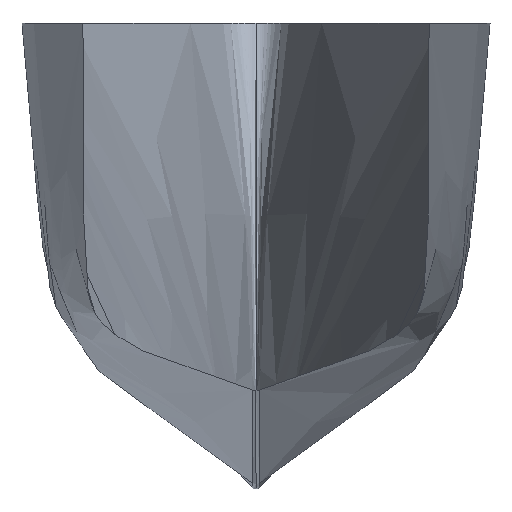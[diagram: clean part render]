
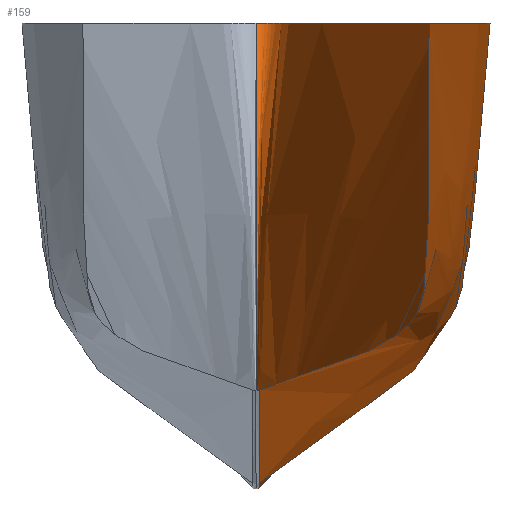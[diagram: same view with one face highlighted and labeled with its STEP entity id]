
A CAD part, left-side view. The second image highlights one B-rep face of the part: STEP entity #159.
In plain terms, the highlighted free-form (B-spline) face has degree [5, 4] with [12, 6] control points.
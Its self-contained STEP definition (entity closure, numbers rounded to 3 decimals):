
#159 = ADVANCED_FACE('',(#160),#218,.T.);
#160 = FACE_BOUND('',#161,.T.);
#161 = EDGE_LOOP('',(#162,#181,#192,#209));
#162 = ORIENTED_EDGE('',*,*,#163,.T.);
#163 = EDGE_CURVE('',#164,#166,#168,.T.);
#164 = VERTEX_POINT('',#165);
#165 = CARTESIAN_POINT('',(0.,-1917.229,5163.18));
#166 = VERTEX_POINT('',#167);
#167 = CARTESIAN_POINT('',(43286.443,0.,5163.18));
#168 = B_SPLINE_CURVE_WITH_KNOTS('',5,(#169,#170,#171,#172,#173,#174,
    #175,#176,#177,#178,#179,#180),.UNSPECIFIED.,.F.,.F.,(6,1,1,1,1,1,1,
    6),(0.,6.085,12.17,18.256,
    24.341,30.426,36.511,42.596),
  .UNSPECIFIED.);
#169 = CARTESIAN_POINT('',(0.,-1917.229,5163.18));
#170 = CARTESIAN_POINT('',(5163.18,-2183.705,
    5163.18));
#171 = CARTESIAN_POINT('',(10326.36,-2389.775,
    5163.18));
#172 = CARTESIAN_POINT('',(16522.175,-2503.854,
    5163.18));
#173 = CARTESIAN_POINT('',(20652.719,-2573.467,
    5163.18));
#174 = CARTESIAN_POINT('',(24783.264,-2613.465,
    5163.18));
#175 = CARTESIAN_POINT('',(28913.807,-2668.146,
    5163.18));
#176 = CARTESIAN_POINT('',(35073.482,-2741.649,
    5163.18));
#177 = CARTESIAN_POINT('',(37593.113,-1905.213,
    5163.18));
#178 = CARTESIAN_POINT('',(42709.824,-536.971,
    5163.18));
#179 = CARTESIAN_POINT('',(43286.443,-304.628,
    5163.18));
#180 = CARTESIAN_POINT('',(43286.443,0.,5163.18));
#181 = ORIENTED_EDGE('',*,*,#182,.T.);
#182 = EDGE_CURVE('',#166,#183,#185,.T.);
#183 = VERTEX_POINT('',#184);
#184 = CARTESIAN_POINT('',(40091.774,0.,1002.229));
#185 = B_SPLINE_CURVE_WITH_KNOTS('',4,(#186,#187,#188,#189,#190,#191),
  .UNSPECIFIED.,.F.,.F.,(5,1,5),(0.,3.281,6.563),
  .UNSPECIFIED.);
#186 = CARTESIAN_POINT('',(43286.443,0.,5163.18));
#187 = CARTESIAN_POINT('',(42257.09,0.,3716.126));
#188 = CARTESIAN_POINT('',(41047.277,0.,2014.443));
#189 = CARTESIAN_POINT('',(40505.144,0.,1425.84));
#190 = CARTESIAN_POINT('',(40272.804,0.,1187.741));
#191 = CARTESIAN_POINT('',(40091.774,0.,1002.229));
#192 = ORIENTED_EDGE('',*,*,#193,.T.);
#193 = EDGE_CURVE('',#183,#194,#196,.T.);
#194 = VERTEX_POINT('',#195);
#195 = CARTESIAN_POINT('',(0.,-38.492,1099.224));
#196 = B_SPLINE_CURVE_WITH_KNOTS('',5,(#197,#198,#199,#200,#201,#202,
    #203,#204,#205,#206,#207,#208),.UNSPECIFIED.,.F.,.F.,(6,1,1,1,1,1,1,
    6),(-42.596,-36.511,-30.426,-24.341,
    -18.256,-12.17,-6.085,0.),.UNSPECIFIED.);
#197 = CARTESIAN_POINT('',(40091.774,0.,1002.229));
#198 = CARTESIAN_POINT('',(40092.089,0.,1002.459));
#199 = CARTESIAN_POINT('',(38346.935,0.,186.676));
#200 = CARTESIAN_POINT('',(36710.209,0.,0.802));
#201 = CARTESIAN_POINT('',(34175.089,-38.492,
    0.802));
#202 = CARTESIAN_POINT('',(28913.807,-38.492,
    0.802));
#203 = CARTESIAN_POINT('',(24783.264,-38.492,
    39.694));
#204 = CARTESIAN_POINT('',(20652.719,-38.492,
    191.114));
#205 = CARTESIAN_POINT('',(16521.734,-38.492,
    372.755));
#206 = CARTESIAN_POINT('',(10325.804,-38.492,
    645.193));
#207 = CARTESIAN_POINT('',(5162.269,-38.492,
    872.236));
#208 = CARTESIAN_POINT('',(0.,-38.492,1099.224));
#209 = ORIENTED_EDGE('',*,*,#210,.T.);
#210 = EDGE_CURVE('',#194,#164,#211,.T.);
#211 = B_SPLINE_CURVE_WITH_KNOTS('',4,(#212,#213,#214,#215,#216,#217),
  .UNSPECIFIED.,.F.,.F.,(5,1,5),(-6.563,-3.281,0.),
  .UNSPECIFIED.);
#212 = CARTESIAN_POINT('',(0.,-38.492,1099.224));
#213 = CARTESIAN_POINT('',(0.,-573.144,1265.68));
#214 = CARTESIAN_POINT('',(0.,-1585.096,1580.735));
#215 = CARTESIAN_POINT('',(0.,-1912.055,1919.903));
#216 = CARTESIAN_POINT('',(0.,-1917.228,2339.722));
#217 = CARTESIAN_POINT('',(0.,-1917.229,5163.18));
#218 = B_SPLINE_SURFACE_WITH_KNOTS('',5,4,(
    (#219,#220,#221,#222,#223,#224)
    ,(#225,#226,#227,#228,#229,#230)
    ,(#231,#232,#233,#234,#235,#236)
    ,(#237,#238,#239,#240,#241,#242)
    ,(#243,#244,#245,#246,#247,#248)
    ,(#249,#250,#251,#252,#253,#254)
    ,(#255,#256,#257,#258,#259,#260)
    ,(#261,#262,#263,#264,#265,#266)
    ,(#267,#268,#269,#270,#271,#272)
    ,(#273,#274,#275,#276,#277,#278)
    ,(#279,#280,#281,#282,#283,#284)
    ,(#285,#286,#287,#288,#289,#290
    )),.UNSPECIFIED.,.F.,.F.,.F.,(6,1,1,1,1,1,1,6),(5,1,5),(0.,
    6.085,12.17,18.256,24.341,
    30.426,36.511,42.596),(0.,3.281,
    6.563),.UNSPECIFIED.);
#219 = CARTESIAN_POINT('',(0.,-1917.229,5163.18));
#220 = CARTESIAN_POINT('',(0.,-1917.228,2339.722));
#221 = CARTESIAN_POINT('',(0.,-1912.055,1919.903));
#222 = CARTESIAN_POINT('',(0.,-1585.096,1580.735));
#223 = CARTESIAN_POINT('',(0.,-573.144,1265.68));
#224 = CARTESIAN_POINT('',(0.,-38.492,1099.224));
#225 = CARTESIAN_POINT('',(5163.18,-2183.705,
    5163.18));
#226 = CARTESIAN_POINT('',(5163.18,-2183.705,
    2644.35));
#227 = CARTESIAN_POINT('',(5163.18,-2082.204,
    1890.526));
#228 = CARTESIAN_POINT('',(5163.18,-1761.733,
    1508.451));
#229 = CARTESIAN_POINT('',(5162.789,-1022.144,
    1235.397));
#230 = CARTESIAN_POINT('',(5162.269,-38.492,
    872.236));
#231 = CARTESIAN_POINT('',(10326.36,-2389.775,
    5163.18));
#232 = CARTESIAN_POINT('',(10326.36,-2369.122,
    3052.45));
#233 = CARTESIAN_POINT('',(10326.36,-2235.657,
    1902.825));
#234 = CARTESIAN_POINT('',(10326.36,-2178.862,
    1441.329));
#235 = CARTESIAN_POINT('',(10326.043,-958.497,
    987.4));
#236 = CARTESIAN_POINT('',(10325.804,-38.492,
    645.193));
#237 = CARTESIAN_POINT('',(16522.175,-2503.854,
    5163.18));
#238 = CARTESIAN_POINT('',(16522.175,-2400.879,
    3018.072));
#239 = CARTESIAN_POINT('',(16522.175,-2385.389,
    1683.998));
#240 = CARTESIAN_POINT('',(16522.175,-2149.792,
    1375.581));
#241 = CARTESIAN_POINT('',(16521.976,-1194.198,
    921.693));
#242 = CARTESIAN_POINT('',(16521.734,-38.492,
    372.755));
#243 = CARTESIAN_POINT('',(20652.719,-2573.467,
    5163.18));
#244 = CARTESIAN_POINT('',(20652.719,-2532.54,
    3346.276));
#245 = CARTESIAN_POINT('',(20652.719,-2290.078,
    1989.622));
#246 = CARTESIAN_POINT('',(20652.719,-1825.665,
    1404.05));
#247 = CARTESIAN_POINT('',(20652.719,-1241.226,
    766.361));
#248 = CARTESIAN_POINT('',(20652.719,-38.492,
    191.114));
#249 = CARTESIAN_POINT('',(24783.264,-2613.465,
    5163.18));
#250 = CARTESIAN_POINT('',(24783.264,-2426.694,
    3426.803));
#251 = CARTESIAN_POINT('',(24783.264,-2182.943,
    2117.815));
#252 = CARTESIAN_POINT('',(24783.264,-1678.033,
    1467.145));
#253 = CARTESIAN_POINT('',(24783.264,-1023.778,
    776.667));
#254 = CARTESIAN_POINT('',(24783.264,-38.492,
    39.694));
#255 = CARTESIAN_POINT('',(28913.807,-2668.146,
    5163.18));
#256 = CARTESIAN_POINT('',(28913.807,-2238.652,
    3437.387));
#257 = CARTESIAN_POINT('',(28913.807,-1631.565,
    2138.358));
#258 = CARTESIAN_POINT('',(28913.807,-1203.021,
    1492.961));
#259 = CARTESIAN_POINT('',(28913.807,-708.533,
    741.493));
#260 = CARTESIAN_POINT('',(28913.807,-38.492,
    0.802));
#261 = CARTESIAN_POINT('',(35073.482,-2741.649,
    5163.18));
#262 = CARTESIAN_POINT('',(34562.327,-1456.017,
    3503.411));
#263 = CARTESIAN_POINT('',(34273.189,-903.556,
    2148.685));
#264 = CARTESIAN_POINT('',(34076.985,-645.398,
    1518.777));
#265 = CARTESIAN_POINT('',(34076.985,-325.28,
    790.768));
#266 = CARTESIAN_POINT('',(34175.089,-38.492,
    0.802));
#267 = CARTESIAN_POINT('',(37593.113,-1905.213,
    5163.18));
#268 = CARTESIAN_POINT('',(37102.609,-1079.105,
    3503.411));
#269 = CARTESIAN_POINT('',(36705.047,-733.172,
    2403.653));
#270 = CARTESIAN_POINT('',(36591.454,-449.197,
    1507.196));
#271 = CARTESIAN_POINT('',(36510.268,-299.464,
    653.335));
#272 = CARTESIAN_POINT('',(36710.209,0.,0.802));
#273 = CARTESIAN_POINT('',(42709.824,-536.971,
    5163.18));
#274 = CARTESIAN_POINT('',(41558.432,-160.059,
    3808.682));
#275 = CARTESIAN_POINT('',(40644.554,-133.446,
    2071.237));
#276 = CARTESIAN_POINT('',(40030.133,-92.971,
    1467.145));
#277 = CARTESIAN_POINT('',(39689.362,-61.958,
    1080.656));
#278 = CARTESIAN_POINT('',(38346.935,0.,186.676));
#279 = CARTESIAN_POINT('',(43286.443,-304.628,
    5163.18));
#280 = CARTESIAN_POINT('',(42257.09,-87.774,
    3716.126));
#281 = CARTESIAN_POINT('',(41047.277,-67.121,
    2014.442));
#282 = CARTESIAN_POINT('',(40505.144,-38.724,
    1425.84));
#283 = CARTESIAN_POINT('',(40272.804,-38.724,
    1188.333));
#284 = CARTESIAN_POINT('',(40092.089,0.,1002.459));
#285 = CARTESIAN_POINT('',(43286.443,0.,5163.18));
#286 = CARTESIAN_POINT('',(42257.09,0.,3716.126));
#287 = CARTESIAN_POINT('',(41047.277,0.,2014.443));
#288 = CARTESIAN_POINT('',(40505.144,0.,1425.84));
#289 = CARTESIAN_POINT('',(40272.804,0.,1187.741));
#290 = CARTESIAN_POINT('',(40091.774,0.,1002.229));
